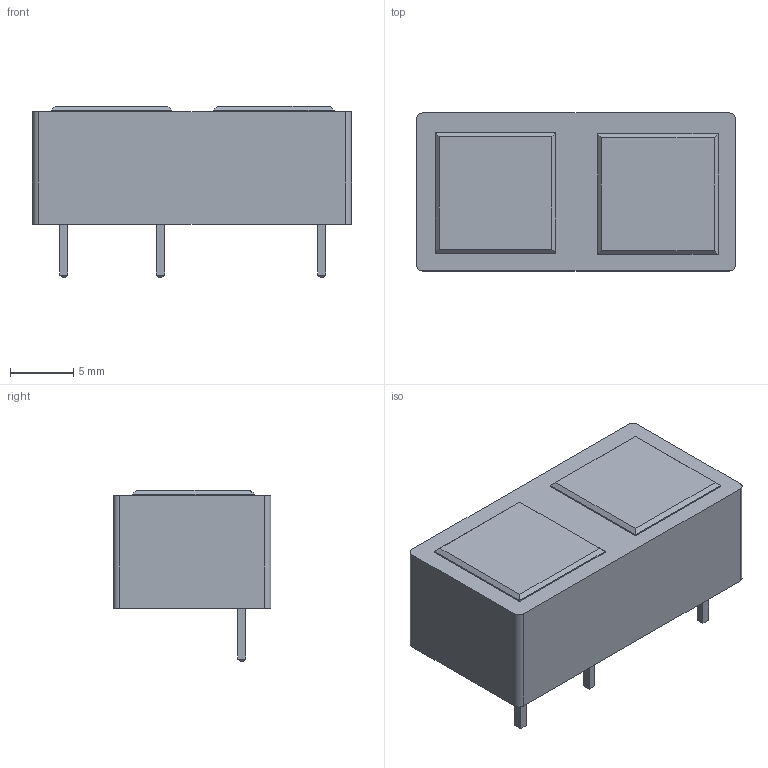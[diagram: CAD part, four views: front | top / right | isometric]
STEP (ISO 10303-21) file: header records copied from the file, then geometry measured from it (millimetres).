
FILE_DESCRIPTION(('FreeCAD Model'),'2;1');
FILE_NAME('87DC3-201.stp','2020-05-09T03:03:45',('Author'),(''), 'Open CASCADE STEP processor 6.9','FreeCAD','Unknown');
FILE_SCHEMA(('AUTOMOTIVE_DESIGN { 1 0 10303 214 1 1 1 1 }'));
Length unit declared in the file: millimetre
Products named in the file (4): ASSEMBLY; Fillet; Chamfer; Chamfer001
Assembly tree (3 placements, depth 2):
  ASSEMBLY
    Fillet
    Chamfer
    Chamfer001
Bounding box: 25.15 x 12.45 x 13.49 mm (x, y, z)
Volume: 2855.6 mm3; surface area: 1698.1 mm2
Topology: 6 solids, 6 shells, 60 faces, 124 edges, 76 vertices
Faces by surface type: plane 56, cylinder 4
Entity records: 3273 total; most frequent: CARTESIAN_POINT 536, DIRECTION 504, LINE 356, VECTOR 356, ORIENTED_EDGE 248, PCURVE 248, DEFINITIONAL_REPRESENTATION 248, EDGE_CURVE 124
